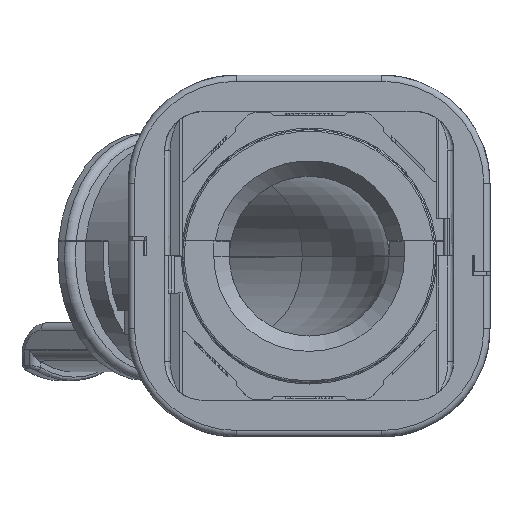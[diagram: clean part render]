
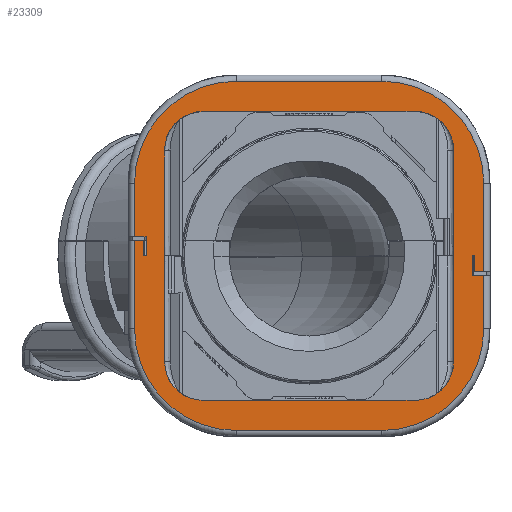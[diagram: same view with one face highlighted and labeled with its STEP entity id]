
A CAD part, top view. The second image highlights one B-rep face of the part: STEP entity #23309.
In plain terms, the highlighted planar face has unit normal (0, 0, 1).
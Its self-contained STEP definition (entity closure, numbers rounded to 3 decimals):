
#527=DIRECTION('',(0.,1.,0.));
#528=VECTOR('',#527,13.7);
#529=CARTESIAN_POINT('',(-9.35,-6.85,9.4));
#530=LINE('',#529,#528);
#554=DIRECTION('',(0.,-1.,0.));
#555=VECTOR('',#554,1.25);
#556=CARTESIAN_POINT('',(-10.55,1.25,9.4));
#557=LINE('',#556,#555);
#558=DIRECTION('',(1.,0.,0.));
#559=VECTOR('',#558,0.75);
#560=CARTESIAN_POINT('',(-11.3,1.25,9.4));
#561=LINE('',#560,#559);
#562=DIRECTION('',(0.,1.,0.));
#563=VECTOR('',#562,3.45);
#564=CARTESIAN_POINT('',(-11.3,1.25,9.4));
#565=LINE('',#564,#563);
#566=CARTESIAN_POINT('',(-4.7,4.7,9.4));
#567=DIRECTION('',(0.,0.,-1.));
#568=DIRECTION('',(-1.,0.,0.));
#569=AXIS2_PLACEMENT_3D('',#566,#567,#568);
#571=DIRECTION('',(1.,0.,0.));
#572=VECTOR('',#571,9.4);
#573=CARTESIAN_POINT('',(-4.7,11.3,9.4));
#574=LINE('',#573,#572);
#575=CARTESIAN_POINT('',(4.7,4.7,9.4));
#576=DIRECTION('',(0.,0.,-1.));
#577=DIRECTION('',(0.,1.,0.));
#578=AXIS2_PLACEMENT_3D('',#575,#576,#577);
#580=DIRECTION('',(0.,-1.,0.));
#581=VECTOR('',#580,5.7);
#582=CARTESIAN_POINT('',(11.3,4.7,9.4));
#583=LINE('',#582,#581);
#584=DIRECTION('',(0.,1.,0.));
#585=VECTOR('',#584,1.25);
#586=CARTESIAN_POINT('',(10.55,-1.25,9.4));
#587=LINE('',#586,#585);
#588=DIRECTION('',(-1.,0.,0.));
#589=VECTOR('',#588,0.75);
#590=CARTESIAN_POINT('',(11.3,-1.25,9.4));
#591=LINE('',#590,#589);
#592=DIRECTION('',(0.,-1.,0.));
#593=VECTOR('',#592,3.45);
#594=CARTESIAN_POINT('',(11.3,-1.25,9.4));
#595=LINE('',#594,#593);
#596=CARTESIAN_POINT('',(4.7,-4.7,9.4));
#597=DIRECTION('',(0.,0.,-1.));
#598=DIRECTION('',(1.,0.,0.));
#599=AXIS2_PLACEMENT_3D('',#596,#597,#598);
#601=DIRECTION('',(-1.,0.,0.));
#602=VECTOR('',#601,9.4);
#603=CARTESIAN_POINT('',(4.7,-11.3,9.4));
#604=LINE('',#603,#602);
#605=CARTESIAN_POINT('',(-4.7,-4.7,9.4));
#606=DIRECTION('',(0.,0.,-1.));
#607=DIRECTION('',(0.,-1.,0.));
#608=AXIS2_PLACEMENT_3D('',#605,#606,#607);
#610=DIRECTION('',(0.,1.,0.));
#611=VECTOR('',#610,5.7);
#612=CARTESIAN_POINT('',(-11.3,-4.7,9.4));
#613=LINE('',#612,#611);
#614=DIRECTION('',(-1.,0.,0.));
#615=VECTOR('',#614,13.7);
#616=CARTESIAN_POINT('',(6.85,9.35,9.4));
#617=LINE('',#616,#615);
#618=DIRECTION('',(1.,0.,0.));
#619=VECTOR('',#618,13.7);
#620=CARTESIAN_POINT('',(-6.85,-9.35,9.4));
#621=LINE('',#620,#619);
#626=DIRECTION('',(1.,0.,0.));
#627=VECTOR('',#626,0.15);
#628=CARTESIAN_POINT('',(-10.7,0.,9.4));
#629=LINE('',#628,#627);
#1352=CARTESIAN_POINT('',(-6.85,-6.85,9.4));
#1353=DIRECTION('',(0.,0.,-1.));
#1354=DIRECTION('',(0.,-1.,0.));
#1355=AXIS2_PLACEMENT_3D('',#1352,#1353,#1354);
#1686=DIRECTION('',(1.,0.,0.));
#1687=VECTOR('',#1686,0.6);
#1688=CARTESIAN_POINT('',(-11.3,1.,9.4));
#1689=LINE('',#1688,#1687);
#5503=DIRECTION('',(-1.,0.,0.));
#5504=VECTOR('',#5503,0.15);
#5505=CARTESIAN_POINT('',(10.7,0.,9.4));
#5506=LINE('',#5505,#5504);
#5537=DIRECTION('',(0.,-1.,0.));
#5538=VECTOR('',#5537,1.);
#5539=CARTESIAN_POINT('',(10.7,0.,9.4));
#5540=LINE('',#5539,#5538);
#5563=DIRECTION('',(-1.,0.,0.));
#5564=VECTOR('',#5563,0.6);
#5565=CARTESIAN_POINT('',(11.3,-1.,9.4));
#5566=LINE('',#5565,#5564);
#6589=CARTESIAN_POINT('',(6.85,6.85,9.4));
#6590=DIRECTION('',(0.,0.,-1.));
#6591=DIRECTION('',(0.,1.,0.));
#6592=AXIS2_PLACEMENT_3D('',#6589,#6590,#6591);
#6688=CARTESIAN_POINT('',(-6.85,6.85,9.4));
#6689=DIRECTION('',(0.,0.,-1.));
#6690=DIRECTION('',(-1.,0.,0.));
#6691=AXIS2_PLACEMENT_3D('',#6688,#6689,#6690);
#13456=DIRECTION('',(0.,-1.,0.));
#13457=VECTOR('',#13456,13.7);
#13458=CARTESIAN_POINT('',(9.35,6.85,9.4));
#13459=LINE('',#13458,#13457);
#13745=CARTESIAN_POINT('',(6.85,-6.85,9.4));
#13746=DIRECTION('',(0.,0.,-1.));
#13747=DIRECTION('',(1.,0.,0.));
#13748=AXIS2_PLACEMENT_3D('',#13745,#13746,#13747);
#14371=DIRECTION('',(0.,1.,0.));
#14372=VECTOR('',#14371,1.);
#14373=CARTESIAN_POINT('',(-10.7,0.,9.4));
#14374=LINE('',#14373,#14372);
#20163=CARTESIAN_POINT('',(-10.7,1.,9.4));
#20165=VERTEX_POINT('',#20163);
#20181=CARTESIAN_POINT('',(-10.7,0.,9.4));
#20183=VERTEX_POINT('',#20181);
#20889=CARTESIAN_POINT('',(-6.85,-9.35,9.4));
#20890=CARTESIAN_POINT('',(6.85,-9.35,9.4));
#20891=VERTEX_POINT('',#20889);
#20892=VERTEX_POINT('',#20890);
#20897=CARTESIAN_POINT('',(-9.35,-6.85,9.4));
#20898=VERTEX_POINT('',#20897);
#20899=CARTESIAN_POINT('',(9.35,-6.85,9.4));
#20900=VERTEX_POINT('',#20899);
#20989=CARTESIAN_POINT('',(10.55,-1.25,9.4));
#20991=VERTEX_POINT('',#20989);
#21081=CARTESIAN_POINT('',(-11.3,1.,9.4));
#21083=VERTEX_POINT('',#21081);
#21084=CARTESIAN_POINT('',(-11.3,-4.7,9.4));
#21085=VERTEX_POINT('',#21084);
#21090=CARTESIAN_POINT('',(-4.7,-11.3,9.4));
#21091=VERTEX_POINT('',#21090);
#21094=CARTESIAN_POINT('',(4.7,-11.3,9.4));
#21095=VERTEX_POINT('',#21094);
#21098=CARTESIAN_POINT('',(11.3,-4.7,9.4));
#21099=VERTEX_POINT('',#21098);
#21100=CARTESIAN_POINT('',(11.3,-1.25,9.4));
#21102=VERTEX_POINT('',#21100);
#21242=CARTESIAN_POINT('',(10.7,-1.,9.4));
#21244=VERTEX_POINT('',#21242);
#21260=CARTESIAN_POINT('',(10.7,0.,9.4));
#21262=VERTEX_POINT('',#21260);
#21968=CARTESIAN_POINT('',(6.85,9.35,9.4));
#21969=CARTESIAN_POINT('',(-6.85,9.35,9.4));
#21970=VERTEX_POINT('',#21968);
#21971=VERTEX_POINT('',#21969);
#21976=CARTESIAN_POINT('',(9.35,6.85,9.4));
#21977=VERTEX_POINT('',#21976);
#21978=CARTESIAN_POINT('',(-9.35,6.85,9.4));
#21979=VERTEX_POINT('',#21978);
#22068=CARTESIAN_POINT('',(-10.55,1.25,9.4));
#22070=VERTEX_POINT('',#22068);
#22160=CARTESIAN_POINT('',(11.3,-1.,9.4));
#22162=VERTEX_POINT('',#22160);
#22163=CARTESIAN_POINT('',(11.3,4.7,9.4));
#22164=VERTEX_POINT('',#22163);
#22169=CARTESIAN_POINT('',(4.7,11.3,9.4));
#22170=VERTEX_POINT('',#22169);
#22173=CARTESIAN_POINT('',(-4.7,11.3,9.4));
#22174=VERTEX_POINT('',#22173);
#22177=CARTESIAN_POINT('',(-11.3,4.7,9.4));
#22178=VERTEX_POINT('',#22177);
#22179=CARTESIAN_POINT('',(-11.3,1.25,9.4));
#22181=VERTEX_POINT('',#22179);
#22335=CARTESIAN_POINT('',(-10.55,0.,9.4));
#22337=VERTEX_POINT('',#22335);
#22386=CARTESIAN_POINT('',(10.55,0.,9.4));
#22388=VERTEX_POINT('',#22386);
#23245=CARTESIAN_POINT('',(-11.7,-11.7,9.4));
#23246=DIRECTION('',(0.,0.,1.));
#23247=DIRECTION('',(1.,0.,0.));
#23248=AXIS2_PLACEMENT_3D('',#23245,#23246,#23247);
#23249=PLANE('',#23248);
#23251=ORIENTED_EDGE('',*,*,#23250,.T.);
#23253=ORIENTED_EDGE('',*,*,#23252,.F.);
#23255=ORIENTED_EDGE('',*,*,#23254,.F.);
#23257=ORIENTED_EDGE('',*,*,#23256,.T.);
#23259=ORIENTED_EDGE('',*,*,#23258,.T.);
#23261=ORIENTED_EDGE('',*,*,#23260,.T.);
#23263=ORIENTED_EDGE('',*,*,#23262,.T.);
#23265=ORIENTED_EDGE('',*,*,#23264,.T.);
#23267=ORIENTED_EDGE('',*,*,#23266,.T.);
#23269=ORIENTED_EDGE('',*,*,#23268,.F.);
#23271=ORIENTED_EDGE('',*,*,#23270,.T.);
#23273=ORIENTED_EDGE('',*,*,#23272,.F.);
#23275=ORIENTED_EDGE('',*,*,#23274,.F.);
#23277=ORIENTED_EDGE('',*,*,#23276,.T.);
#23279=ORIENTED_EDGE('',*,*,#23278,.T.);
#23281=ORIENTED_EDGE('',*,*,#23280,.T.);
#23283=ORIENTED_EDGE('',*,*,#23282,.T.);
#23285=ORIENTED_EDGE('',*,*,#23284,.T.);
#23287=ORIENTED_EDGE('',*,*,#23286,.T.);
#23289=ORIENTED_EDGE('',*,*,#23288,.F.);
#23290=EDGE_LOOP('',(#23251,#23253,#23255,#23257,#23259,#23261,#23263,#23265,
#23267,#23269,#23271,#23273,#23275,#23277,#23279,#23281,#23283,#23285,#23287,
#23289));
#23291=FACE_OUTER_BOUND('',#23290,.F.);
#23293=ORIENTED_EDGE('',*,*,#23292,.F.);
#23295=ORIENTED_EDGE('',*,*,#23294,.F.);
#23297=ORIENTED_EDGE('',*,*,#23296,.T.);
#23299=ORIENTED_EDGE('',*,*,#23298,.F.);
#23300=ORIENTED_EDGE('',*,*,#23234,.F.);
#23302=ORIENTED_EDGE('',*,*,#23301,.F.);
#23304=ORIENTED_EDGE('',*,*,#23303,.T.);
#23306=ORIENTED_EDGE('',*,*,#23305,.F.);
#23307=EDGE_LOOP('',(#23293,#23295,#23297,#23299,#23300,#23302,#23304,#23306));
#23308=FACE_BOUND('',#23307,.F.);
#23309=ADVANCED_FACE('',(#23291,#23308),#23249,.T.);
#570=CIRCLE('',#569,6.6);
#579=CIRCLE('',#578,6.6);
#600=CIRCLE('',#599,6.6);
#609=CIRCLE('',#608,6.6);
#1356=CIRCLE('',#1355,2.5);
#6593=CIRCLE('',#6592,2.5);
#6692=CIRCLE('',#6691,2.5);
#13749=CIRCLE('',#13748,2.5);
#23234=EDGE_CURVE('',#20898,#21979,#530,.T.);
#23250=EDGE_CURVE('',#20183,#22337,#629,.T.);
#23252=EDGE_CURVE('',#22070,#22337,#557,.T.);
#23254=EDGE_CURVE('',#22181,#22070,#561,.T.);
#23256=EDGE_CURVE('',#22181,#22178,#565,.T.);
#23258=EDGE_CURVE('',#22178,#22174,#570,.T.);
#23260=EDGE_CURVE('',#22174,#22170,#574,.T.);
#23262=EDGE_CURVE('',#22170,#22164,#579,.T.);
#23264=EDGE_CURVE('',#22164,#22162,#583,.T.);
#23266=EDGE_CURVE('',#22162,#21244,#5566,.T.);
#23268=EDGE_CURVE('',#21262,#21244,#5540,.T.);
#23270=EDGE_CURVE('',#21262,#22388,#5506,.T.);
#23272=EDGE_CURVE('',#20991,#22388,#587,.T.);
#23274=EDGE_CURVE('',#21102,#20991,#591,.T.);
#23276=EDGE_CURVE('',#21102,#21099,#595,.T.);
#23278=EDGE_CURVE('',#21099,#21095,#600,.T.);
#23280=EDGE_CURVE('',#21095,#21091,#604,.T.);
#23282=EDGE_CURVE('',#21091,#21085,#609,.T.);
#23284=EDGE_CURVE('',#21085,#21083,#613,.T.);
#23286=EDGE_CURVE('',#21083,#20165,#1689,.T.);
#23288=EDGE_CURVE('',#20183,#20165,#14374,.T.);
#23292=EDGE_CURVE('',#21977,#20900,#13459,.T.);
#23294=EDGE_CURVE('',#21970,#21977,#6593,.T.);
#23296=EDGE_CURVE('',#21970,#21971,#617,.T.);
#23298=EDGE_CURVE('',#21979,#21971,#6692,.T.);
#23301=EDGE_CURVE('',#20891,#20898,#1356,.T.);
#23303=EDGE_CURVE('',#20891,#20892,#621,.T.);
#23305=EDGE_CURVE('',#20900,#20892,#13749,.T.);
